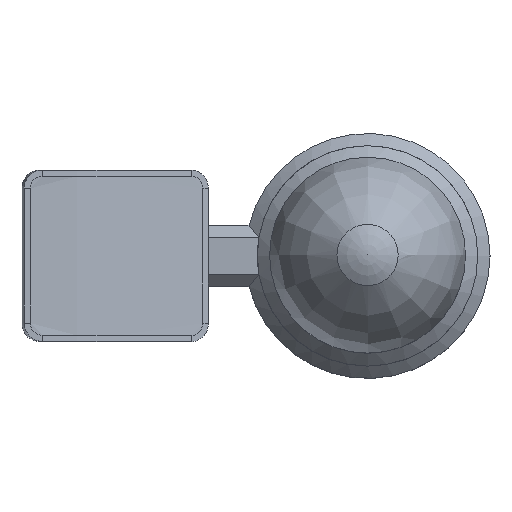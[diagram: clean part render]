
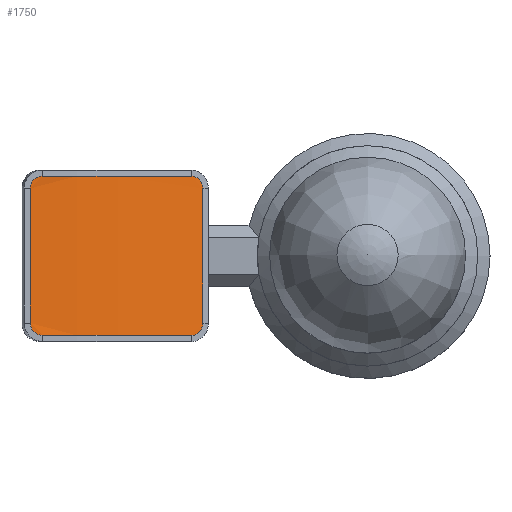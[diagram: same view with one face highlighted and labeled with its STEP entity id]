
A CAD part, top view. The second image highlights one B-rep face of the part: STEP entity #1750.
In plain terms, the highlighted free-form (B-spline) face has degree [3, 1] with [5, 2] control points.
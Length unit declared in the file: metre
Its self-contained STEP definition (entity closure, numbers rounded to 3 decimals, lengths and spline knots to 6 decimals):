
#15=B_SPLINE_SURFACE_WITH_KNOTS('',3,1,((#3198,#3199),(#3200,#3201),(#3202,
#3203),(#3204,#3205),(#3206,#3207)),.SURF_OF_LINEAR_EXTRUSION.,.F.,.F.,
 .F.,(4,1,4),(2,2),(0.,0.5,1.),
(0.,1.),.UNSPECIFIED.);
#55=B_SPLINE_CURVE_WITH_KNOTS('',3,(#3208,#3209,#3210,#3211,#3212),
 .UNSPECIFIED.,.F.,.F.,(4,1,4),(0.,0.498406,1.),.UNSPECIFIED.);
#56=B_SPLINE_CURVE_WITH_KNOTS('',3,(#3215,#3216,#3217,#3218,#3219),
 .UNSPECIFIED.,.F.,.F.,(4,1,4),(0.,0.001562,
0.003124),.UNSPECIFIED.);
#57=B_SPLINE_CURVE_WITH_KNOTS('',3,(#3223,#3224,#3225,#3226,#3227),
 .UNSPECIFIED.,.F.,.F.,(4,1,4),(0.,0.001562,0.003124),
 .UNSPECIFIED.);
#58=B_SPLINE_CURVE_WITH_KNOTS('',3,(#3229,#3230,#3231,#3232,#3233),
 .UNSPECIFIED.,.F.,.F.,(4,1,4),(0.,0.498406,1.),.UNSPECIFIED.);
#59=B_SPLINE_CURVE_WITH_KNOTS('',3,(#3235,#3236,#3237,#3238,#3239),
 .UNSPECIFIED.,.F.,.F.,(4,1,4),(0.,0.001563,0.003126),
 .UNSPECIFIED.);
#60=B_SPLINE_CURVE_WITH_KNOTS('',3,(#3243,#3244,#3245,#3246,#3247),
 .UNSPECIFIED.,.F.,.F.,(4,1,4),(0.,0.001563,0.003126),
 .UNSPECIFIED.);
#449=ORIENTED_EDGE('',*,*,#822,.T.);
#450=ORIENTED_EDGE('',*,*,#823,.T.);
#451=ORIENTED_EDGE('',*,*,#824,.T.);
#452=ORIENTED_EDGE('',*,*,#825,.T.);
#453=ORIENTED_EDGE('',*,*,#826,.F.);
#454=ORIENTED_EDGE('',*,*,#827,.T.);
#455=ORIENTED_EDGE('',*,*,#828,.F.);
#456=ORIENTED_EDGE('',*,*,#829,.T.);
#822=EDGE_CURVE('',#1036,#1037,#55,.T.);
#823=EDGE_CURVE('',#1037,#1038,#56,.T.);
#824=EDGE_CURVE('',#1038,#1039,#1170,.T.);
#825=EDGE_CURVE('',#1039,#1040,#57,.T.);
#826=EDGE_CURVE('',#1041,#1040,#58,.T.);
#827=EDGE_CURVE('',#1041,#1042,#59,.T.);
#828=EDGE_CURVE('',#1043,#1042,#1171,.T.);
#829=EDGE_CURVE('',#1043,#1036,#60,.T.);
#1036=VERTEX_POINT('',#3213);
#1037=VERTEX_POINT('',#3214);
#1038=VERTEX_POINT('',#3220);
#1039=VERTEX_POINT('',#3222);
#1040=VERTEX_POINT('',#3228);
#1041=VERTEX_POINT('',#3234);
#1042=VERTEX_POINT('',#3240);
#1043=VERTEX_POINT('',#3242);
#1170=LINE('',#3221,#1270);
#1171=LINE('',#3241,#1271);
#1270=VECTOR('',#2342,1.);
#1271=VECTOR('',#2343,1.);
#1414=EDGE_LOOP('',(#449,#450,#451,#452,#453,#454,#455,#456));
#1571=FACE_BOUND('',#1414,.T.);
#1750=ADVANCED_FACE('',(#1571),#15,.T.);
#2342=DIRECTION('',(0.,1.,0.));
#2343=DIRECTION('',(0.,1.,0.));
#3198=CARTESIAN_POINT('',(-0.055095,-0.013,0.03013));
#3199=CARTESIAN_POINT('',(-0.055095,0.013,0.03013));
#3200=CARTESIAN_POINT('',(-0.050059,-0.013,0.029621));
#3201=CARTESIAN_POINT('',(-0.050059,0.013,0.029621));
#3202=CARTESIAN_POINT('',(-0.040617,-0.013,0.026115));
#3203=CARTESIAN_POINT('',(-0.040617,0.013,0.026115));
#3204=CARTESIAN_POINT('',(-0.031528,-0.013,0.021948));
#3205=CARTESIAN_POINT('',(-0.031528,0.013,0.021948));
#3206=CARTESIAN_POINT('',(-0.026905,-0.013,0.01987));
#3207=CARTESIAN_POINT('',(-0.026905,0.013,0.01987));
#3208=CARTESIAN_POINT('',(-0.055095,-0.013,0.03013));
#3209=CARTESIAN_POINT('',(-0.050075,-0.013,0.029622));
#3210=CARTESIAN_POINT('',(-0.040632,-0.013,0.026123));
#3211=CARTESIAN_POINT('',(-0.031543,-0.013,0.021955));
#3212=CARTESIAN_POINT('',(-0.026905,-0.013,0.01987));
#3213=CARTESIAN_POINT('',(-0.053112,-0.013,0.029865));
#3214=CARTESIAN_POINT('',(-0.028728,-0.013,0.020691));
#3215=CARTESIAN_POINT('',(-0.028728,-0.013,0.020691));
#3216=CARTESIAN_POINT('',(-0.028247,-0.013,0.020474));
#3217=CARTESIAN_POINT('',(-0.027303,-0.012565,0.020049));
#3218=CARTESIAN_POINT('',(-0.026905,-0.011528,0.01987));
#3219=CARTESIAN_POINT('',(-0.026905,-0.011,0.01987));
#3220=CARTESIAN_POINT('',(-0.026905,-0.011,0.01987));
#3221=CARTESIAN_POINT('',(-0.026905,-0.013,0.01987));
#3222=CARTESIAN_POINT('',(-0.026905,0.011,0.01987));
#3223=CARTESIAN_POINT('',(-0.026905,0.011,0.01987));
#3224=CARTESIAN_POINT('',(-0.026905,0.011528,0.01987));
#3225=CARTESIAN_POINT('',(-0.027301,0.012563,0.020048));
#3226=CARTESIAN_POINT('',(-0.028247,0.013,0.020474));
#3227=CARTESIAN_POINT('',(-0.028728,0.013,0.020691));
#3228=CARTESIAN_POINT('',(-0.028728,0.013,0.020691));
#3229=CARTESIAN_POINT('',(-0.055095,0.013,0.03013));
#3230=CARTESIAN_POINT('',(-0.050075,0.013,0.029622));
#3231=CARTESIAN_POINT('',(-0.040632,0.013,0.026123));
#3232=CARTESIAN_POINT('',(-0.031543,0.013,0.021955));
#3233=CARTESIAN_POINT('',(-0.026905,0.013,0.01987));
#3234=CARTESIAN_POINT('',(-0.053112,0.013,0.029865));
#3235=CARTESIAN_POINT('',(-0.053112,0.013,0.029865));
#3236=CARTESIAN_POINT('',(-0.053633,0.013,0.029951));
#3237=CARTESIAN_POINT('',(-0.05466,0.012566,0.03009));
#3238=CARTESIAN_POINT('',(-0.055095,0.011528,0.03013));
#3239=CARTESIAN_POINT('',(-0.055095,0.011,0.03013));
#3240=CARTESIAN_POINT('',(-0.055095,0.011,0.03013));
#3241=CARTESIAN_POINT('',(-0.055095,-0.013,0.03013));
#3242=CARTESIAN_POINT('',(-0.055095,-0.011,0.03013));
#3243=CARTESIAN_POINT('',(-0.055095,-0.011,0.03013));
#3244=CARTESIAN_POINT('',(-0.055095,-0.011528,0.03013));
#3245=CARTESIAN_POINT('',(-0.054662,-0.012564,0.030091));
#3246=CARTESIAN_POINT('',(-0.053633,-0.013,0.029951));
#3247=CARTESIAN_POINT('',(-0.053112,-0.013,0.029865));
